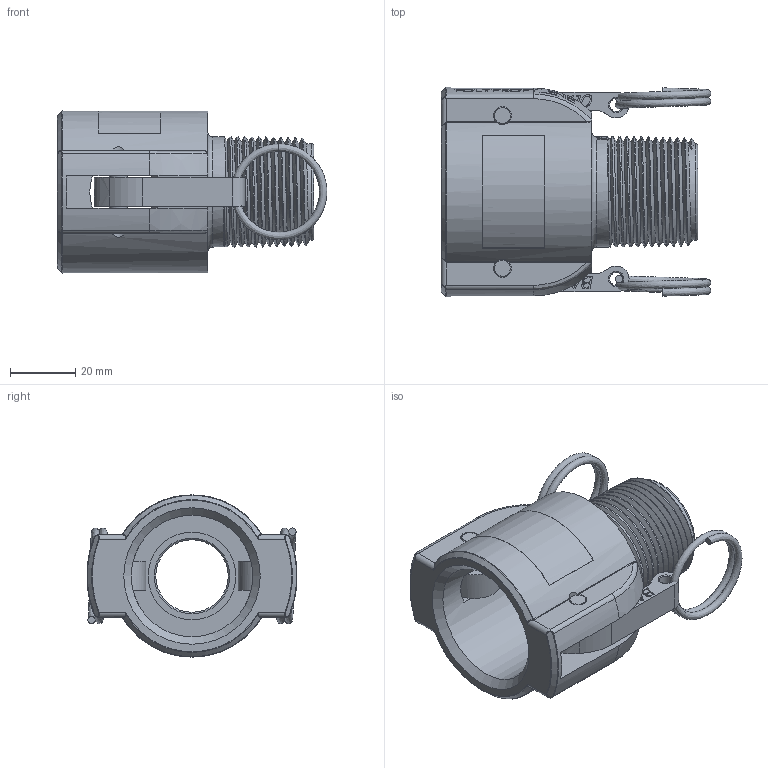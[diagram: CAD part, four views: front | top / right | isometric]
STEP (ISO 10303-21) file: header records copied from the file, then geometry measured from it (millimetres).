
FILE_DESCRIPTION(/* description */ ('1" Female Coupler X 1" Male BSPT Thd, Molded'),/* implementation_level */ '2;1');
FILE_NAME(/* name */ '100BB.stp',/* time_stamp */ '2014-10-07T13:53:38-04:00',/* author */ ('MEG'),/* organization */ (''),/* preprocessor_version */ 'ST-DEVELOPER v15.2',/* originating_system */ 'Autodesk Inventor 2014',/* authorisation */ '');
FILE_SCHEMA (('AUTOMOTIVE_DESIGN { 1 0 10303 214 3 1 1 }'));
Length unit declared in the file: inch
Products named in the file (10): 100BBX; 100BBXM; 100G; 100P; 100DECAL-D1.96; 100XK; 100RING; 100K; 100BBU; 100BB
Bounding box: 82.78 x 64.43 x 49.78 mm (x, y, z)
Volume: 76625.1 mm3; surface area: 37553.9 mm2
Topology: 9 solids, 9 shells, 901 faces, 2395 edges, 1573 vertices
Faces by surface type: plane 430, bspline 335, cylinder 92, cone 33, torus 11
Full cylindrical faces by diameter (mm): 3.962 x2, 5.512 x2, 5.563 x4, 5.715 x2, 22.225 x1, 26.987 x1, 33.782 x6, 37.338 x1, 39.688 x1, 40.488 x1
Entity records: 40161 total; most frequent: CARTESIAN_POINT 24837, ORIENTED_EDGE 3568, DIRECTION 2323, EDGE_CURVE 1784, VERTEX_POINT 1185, LINE 821, VECTOR 821, EDGE_LOOP 777
